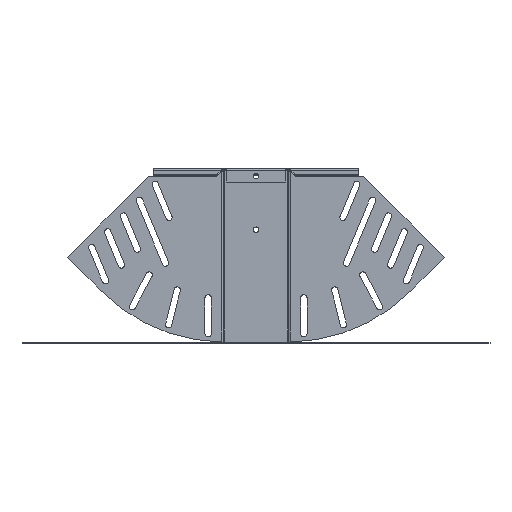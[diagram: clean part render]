
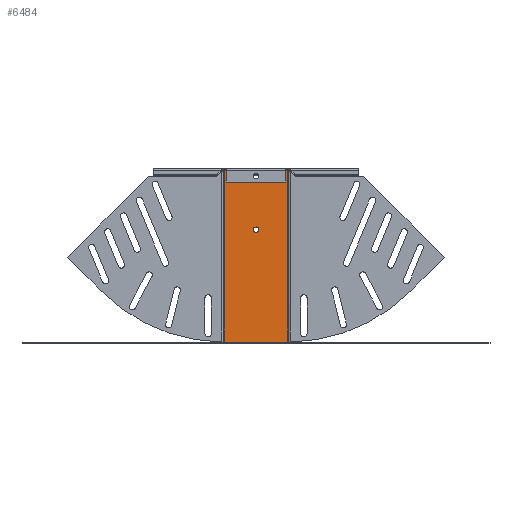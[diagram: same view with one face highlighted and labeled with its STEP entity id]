
A CAD part, front view. The second image highlights one B-rep face of the part: STEP entity #6484.
In plain terms, the highlighted planar face has unit normal (0, -1, 0).
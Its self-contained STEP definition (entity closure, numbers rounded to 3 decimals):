
#45 = CARTESIAN_POINT ( 'NONE',  ( 35.586, -1., -191.75 ) ) ;
#257 = ORIENTED_EDGE ( 'NONE', *, *, #8216, .T. ) ;
#577 = CARTESIAN_POINT ( 'NONE',  ( 0., -1., -66.5 ) ) ;
#743 = CIRCLE ( 'NONE', #2147, 3.1 ) ;
#1014 = ORIENTED_EDGE ( 'NONE', *, *, #5060, .T. ) ;
#1083 = LINE ( 'NONE', #15301, #4480 ) ;
#1314 = VERTEX_POINT ( 'NONE', #2229 ) ;
#1339 = AXIS2_PLACEMENT_3D ( 'NONE', #577, #11484, #6092 ) ;
#1488 = EDGE_CURVE ( 'NONE', #1314, #5876, #11362, .T. ) ;
#1521 = ORIENTED_EDGE ( 'NONE', *, *, #4020, .F. ) ;
#1955 = EDGE_CURVE ( 'NONE', #8776, #16584, #743, .T. ) ;
#2147 = AXIS2_PLACEMENT_3D ( 'NONE', #14989, #10672, #16080 ) ;
#2229 = CARTESIAN_POINT ( 'NONE',  ( 0., -1., -9.6 ) ) ;
#2239 = CARTESIAN_POINT ( 'NONE',  ( -35.586, -1., 0. ) ) ;
#2260 = CARTESIAN_POINT ( 'NONE',  ( 0., -1., -69.6 ) ) ;
#2509 = VECTOR ( 'NONE', #17032, 1000. ) ;
#2567 = EDGE_CURVE ( 'NONE', #11343, #17301, #1083, .T. ) ;
#3170 = CARTESIAN_POINT ( 'NONE',  ( 35.586, -1., 0. ) ) ;
#3189 = CARTESIAN_POINT ( 'NONE',  ( -9.5, -1., 0. ) ) ;
#3331 = VERTEX_POINT ( 'NONE', #9744 ) ;
#3691 = CIRCLE ( 'NONE', #13765, 3.1 ) ;
#3770 = DIRECTION ( 'NONE',  ( 0., 1., 0. ) ) ;
#4020 = EDGE_CURVE ( 'NONE', #4845, #3331, #9161, .T. ) ;
#4134 = ORIENTED_EDGE ( 'NONE', *, *, #14273, .T. ) ;
#4139 = AXIS2_PLACEMENT_3D ( 'NONE', #10195, #10112, #4807 ) ;
#4305 = EDGE_LOOP ( 'NONE', ( #257, #15197 ) ) ;
#4351 = CARTESIAN_POINT ( 'NONE',  ( -35.586, -1., 2.25 ) ) ;
#4480 = VECTOR ( 'NONE', #9894, 1000. ) ;
#4594 = FACE_BOUND ( 'NONE', #14407, .T. ) ;
#4610 = EDGE_CURVE ( 'NONE', #14447, #11159, #16688, .T. ) ;
#4626 = LINE ( 'NONE', #3189, #2509 ) ;
#4807 = DIRECTION ( 'NONE',  ( 0., 0., 1. ) ) ;
#4845 = VERTEX_POINT ( 'NONE', #13546 ) ;
#4954 = EDGE_LOOP ( 'NONE', ( #1521, #4134, #13870, #11106, #14642, #15936 ) ) ;
#5000 = AXIS2_PLACEMENT_3D ( 'NONE', #9041, #6186, #10312 ) ;
#5060 = EDGE_CURVE ( 'NONE', #5876, #1314, #3691, .T. ) ;
#5397 = DIRECTION ( 'NONE',  ( 0., 1., 0. ) ) ;
#5834 = CARTESIAN_POINT ( 'NONE',  ( 0., -1., -3.4 ) ) ;
#5876 = VERTEX_POINT ( 'NONE', #5834 ) ;
#5952 = FACE_BOUND ( 'NONE', #4305, .T. ) ;
#6090 = ORIENTED_EDGE ( 'NONE', *, *, #1488, .T. ) ;
#6092 = DIRECTION ( 'NONE',  ( 0., 0., 1. ) ) ;
#6186 = DIRECTION ( 'NONE',  ( 0., -1., 0. ) ) ;
#6484 = ADVANCED_FACE ( 'NONE', ( #5952, #16912, #4594 ), #11442, .F. ) ;
#6548 = VECTOR ( 'NONE', #16270, 1000. ) ;
#6661 = CARTESIAN_POINT ( 'NONE',  ( 0., -1., -6.5 ) ) ;
#6756 = AXIS2_PLACEMENT_3D ( 'NONE', #6661, #5397, #13590 ) ;
#7474 = CARTESIAN_POINT ( 'NONE',  ( -35.5, -1., 2.25 ) ) ;
#7599 = CIRCLE ( 'NONE', #4139, 194. ) ;
#7835 = CARTESIAN_POINT ( 'NONE',  ( 0., -1., -6.5 ) ) ;
#8216 = EDGE_CURVE ( 'NONE', #16584, #8776, #9975, .T. ) ;
#8398 = CARTESIAN_POINT ( 'NONE',  ( -35.586, -1., -191.75 ) ) ;
#8701 = CARTESIAN_POINT ( 'NONE',  ( 0., -1., -63.4 ) ) ;
#8776 = VERTEX_POINT ( 'NONE', #2260 ) ;
#8914 = DIRECTION ( 'NONE',  ( 0., 0., 1. ) ) ;
#9041 = CARTESIAN_POINT ( 'NONE',  ( 35.5, -1., 2.25 ) ) ;
#9089 = DIRECTION ( 'NONE',  ( 0., 0., 1. ) ) ;
#9161 = LINE ( 'NONE', #9334, #6548 ) ;
#9334 = CARTESIAN_POINT ( 'NONE',  ( 0., -1., -191.75 ) ) ;
#9744 = CARTESIAN_POINT ( 'NONE',  ( -35.5, -1., -191.75 ) ) ;
#9894 = DIRECTION ( 'NONE',  ( 0., 0., 1. ) ) ;
#9975 = CIRCLE ( 'NONE', #1339, 3.1 ) ;
#10080 = DIRECTION ( 'NONE',  ( 0., 1., 0. ) ) ;
#10112 = DIRECTION ( 'NONE',  ( 0., 1., 0. ) ) ;
#10195 = CARTESIAN_POINT ( 'NONE',  ( -35.5, -1., 2.25 ) ) ;
#10312 = DIRECTION ( 'NONE',  ( 0., 0., 1. ) ) ;
#10672 = DIRECTION ( 'NONE',  ( 0., 1., 0. ) ) ;
#10931 = DIRECTION ( 'NONE',  ( 0., 0., 1. ) ) ;
#11106 = ORIENTED_EDGE ( 'NONE', *, *, #16985, .F. ) ;
#11159 = VERTEX_POINT ( 'NONE', #2239 ) ;
#11343 = VERTEX_POINT ( 'NONE', #45 ) ;
#11362 = CIRCLE ( 'NONE', #6756, 3.1 ) ;
#11442 = PLANE ( 'NONE',  #12099 ) ;
#11484 = DIRECTION ( 'NONE',  ( 0., 1., 0. ) ) ;
#11867 = EDGE_CURVE ( 'NONE', #3331, #14447, #7599, .T. ) ;
#12003 = VECTOR ( 'NONE', #10931, 1000. ) ;
#12099 = AXIS2_PLACEMENT_3D ( 'NONE', #7474, #10080, #8914 ) ;
#12790 = CIRCLE ( 'NONE', #5000, 194. ) ;
#13546 = CARTESIAN_POINT ( 'NONE',  ( 35.5, -1., -191.75 ) ) ;
#13590 = DIRECTION ( 'NONE',  ( 0., 0., 1. ) ) ;
#13765 = AXIS2_PLACEMENT_3D ( 'NONE', #7835, #3770, #9089 ) ;
#13870 = ORIENTED_EDGE ( 'NONE', *, *, #2567, .T. ) ;
#14273 = EDGE_CURVE ( 'NONE', #4845, #11343, #12790, .T. ) ;
#14407 = EDGE_LOOP ( 'NONE', ( #1014, #6090 ) ) ;
#14447 = VERTEX_POINT ( 'NONE', #8398 ) ;
#14642 = ORIENTED_EDGE ( 'NONE', *, *, #4610, .F. ) ;
#14989 = CARTESIAN_POINT ( 'NONE',  ( 0., -1., -66.5 ) ) ;
#15197 = ORIENTED_EDGE ( 'NONE', *, *, #1955, .T. ) ;
#15301 = CARTESIAN_POINT ( 'NONE',  ( 35.586, -1., 2.25 ) ) ;
#15936 = ORIENTED_EDGE ( 'NONE', *, *, #11867, .F. ) ;
#16080 = DIRECTION ( 'NONE',  ( 0., 0., 1. ) ) ;
#16270 = DIRECTION ( 'NONE',  ( -1., 0., 0. ) ) ;
#16584 = VERTEX_POINT ( 'NONE', #8701 ) ;
#16688 = LINE ( 'NONE', #4351, #12003 ) ;
#16912 = FACE_OUTER_BOUND ( 'NONE', #4954, .T. ) ;
#16985 = EDGE_CURVE ( 'NONE', #11159, #17301, #4626, .T. ) ;
#17032 = DIRECTION ( 'NONE',  ( 1., 0., 0. ) ) ;
#17301 = VERTEX_POINT ( 'NONE', #3170 ) ;
